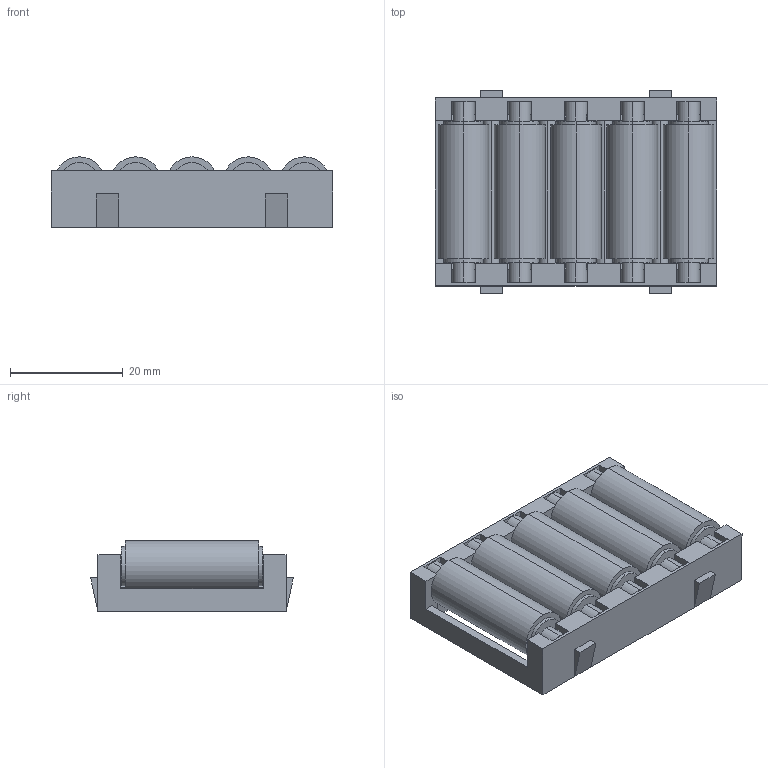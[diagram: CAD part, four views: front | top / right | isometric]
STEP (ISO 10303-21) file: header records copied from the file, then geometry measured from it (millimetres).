
FILE_DESCRIPTION (( 'STEP AP214' ), '1' );
FILE_NAME ('7750032', '2019-02-01T13:52:14', ( '' ), ('JUGARD+KÜNSTNER GmbH'), 'SwSTEP 2.0', 'SolidWorks 2017', '' );
FILE_SCHEMA (( 'AUTOMOTIVE_DESIGN' ));
Length unit declared in the file: millimetre
Products named in the file (1): 7750032_CNAJF00
Bounding box: 50 x 36 x 12.5 mm (x, y, z)
Volume: 14033.1 mm3; surface area: 10068.4 mm2
Topology: 1 solids, 1 shells, 237 faces, 682 edges, 452 vertices
Faces by surface type: plane 129, cylinder 108
Entity records: 10569 total; most frequent: DIRECTION 1414, CARTESIAN_POINT 1372, ORIENTED_EDGE 1364, EDGE_CURVE 682, AXIS2_PLACEMENT_3D 494, VERTEX_POINT 452, VECTOR 426, LINE 426
